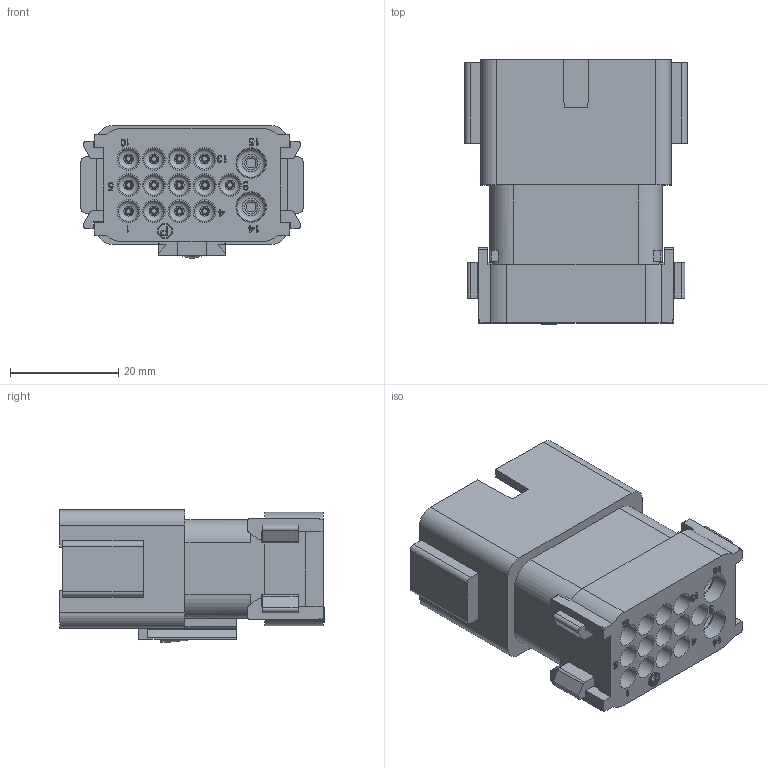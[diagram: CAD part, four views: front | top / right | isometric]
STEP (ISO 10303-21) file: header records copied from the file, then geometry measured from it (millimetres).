
FILE_DESCRIPTION(/* description */ ('STEP AP214'),/* implementation_level */ '2;1');
FILE_NAME(/* name */ 'AT16-15PC-EK02',/* time_stamp */ '2023-01-27T07:58:03+01:00',/* author */ ('License CC BY-ND 4.0'),/* organization */ ('CADENAS'),/* preprocessor_version */ 'ST-DEVELOPER v18.102',/* originating_system */ 'PARTsolutions',/* authorisation */ ' ');
FILE_SCHEMA (('AUTOMOTIVE_DESIGN {1 0 10303 214 3 1 1}'));
Length unit declared in the file: millimetre
Products named in the file (1): AT16-15PC-EK02
Bounding box: 41.1 x 48.8 x 24.49 mm (x, y, z)
Volume: 21381.2 mm3; surface area: 10897 mm2
Topology: 1 solids, 1 shells, 723 faces, 1798 edges, 1186 vertices
Faces by surface type: plane 524, cylinder 167, torus 31, cone 1
Full cylindrical faces by diameter (mm): 0.5 x1, 0.6 x3, 0.9 x13, 1.7 x13, 1.78 x2, 2.4 x1, 2.8 x3, 3.8 x13, 4.22 x13, 5.3 x2, 5.6 x2
Entity records: 25915 total; most frequent: CARTESIAN_POINT 3618, DIRECTION 3519, ORIENTED_EDGE 3394, EDGE_CURVE 1697, LINE 1317, VECTOR 1317, VERTEX_POINT 1181, AXIS2_PLACEMENT_3D 1101
